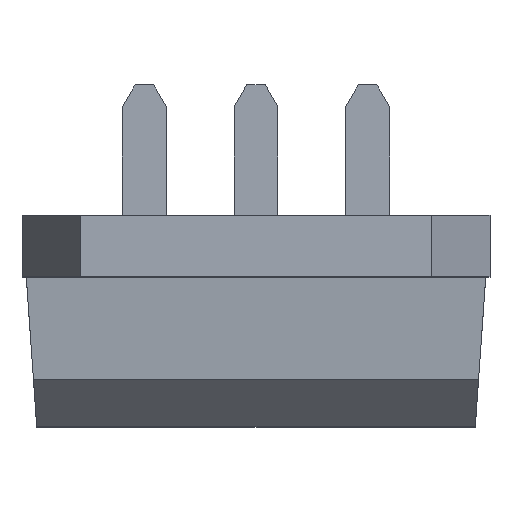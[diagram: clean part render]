
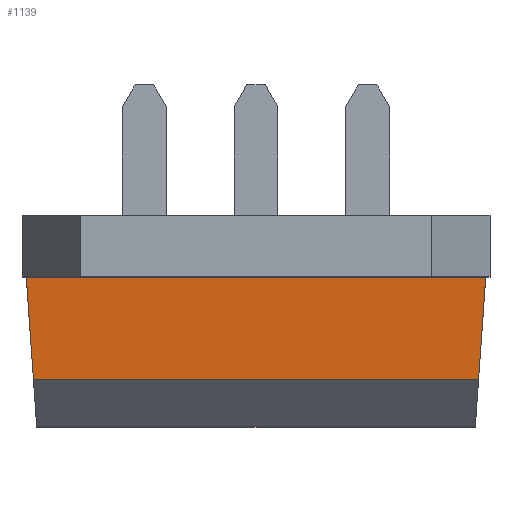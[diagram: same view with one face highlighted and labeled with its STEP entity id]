
A CAD part, top view. The second image highlights one B-rep face of the part: STEP entity #1139.
In plain terms, the highlighted free-form (B-spline) face has degree [1, 1] with [2, 2] control points.
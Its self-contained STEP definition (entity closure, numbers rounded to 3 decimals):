
#724 = VERTEX_POINT('',#725);
#725 = CARTESIAN_POINT('',(5.762,1.874,13.671
    ));
#730 = EDGE_CURVE('',#731,#724,#733,.T.);
#731 = VERTEX_POINT('',#732);
#732 = CARTESIAN_POINT('',(5.583,-0.689,
    13.492));
#733 = B_SPLINE_CURVE_WITH_KNOTS('',1,(#734,#735),.UNSPECIFIED.,.F.,.F.,
  (2,2),(0.,2.336),.PIECEWISE_BEZIER_KNOTS.);
#734 = CARTESIAN_POINT('',(5.583,-0.689,
    13.492));
#735 = CARTESIAN_POINT('',(5.762,1.874,13.671
    ));
#798 = VERTEX_POINT('',#799);
#799 = CARTESIAN_POINT('',(-5.583,-0.689,
    13.492));
#804 = EDGE_CURVE('',#798,#805,#807,.T.);
#805 = VERTEX_POINT('',#806);
#806 = CARTESIAN_POINT('',(-5.762,1.874,
    13.671));
#807 = B_SPLINE_CURVE_WITH_KNOTS('',1,(#808,#809),.UNSPECIFIED.,.F.,.F.,
  (2,2),(0.,2.336),.PIECEWISE_BEZIER_KNOTS.);
#808 = CARTESIAN_POINT('',(-5.583,-0.689,
    13.492));
#809 = CARTESIAN_POINT('',(-5.762,1.874,
    13.671));
#1139 = ADVANCED_FACE('',(#1140),#1154,.T.);
#1140 = FACE_BOUND('',#1141,.T.);
#1141 = EDGE_LOOP('',(#1142,#1147,#1148,#1153));
#1142 = ORIENTED_EDGE('',*,*,#1143,.F.);
#1143 = EDGE_CURVE('',#731,#798,#1144,.T.);
#1144 = B_SPLINE_CURVE_WITH_KNOTS('',1,(#1145,#1146),.UNSPECIFIED.,.F.,
  .F.,(2,2),(-10.129,0.),
  .PIECEWISE_BEZIER_KNOTS.);
#1145 = CARTESIAN_POINT('',(5.583,-0.689,
    13.492));
#1146 = CARTESIAN_POINT('',(-5.583,-0.689,
    13.492));
#1147 = ORIENTED_EDGE('',*,*,#730,.T.);
#1148 = ORIENTED_EDGE('',*,*,#1149,.F.);
#1149 = EDGE_CURVE('',#805,#724,#1150,.T.);
#1150 = B_SPLINE_CURVE_WITH_KNOTS('',1,(#1151,#1152),.UNSPECIFIED.,.F.,
  .F.,(2,2),(0.,10.454),.PIECEWISE_BEZIER_KNOTS.);
#1151 = CARTESIAN_POINT('',(-5.762,1.874,
    13.671));
#1152 = CARTESIAN_POINT('',(5.762,1.874,
    13.671));
#1153 = ORIENTED_EDGE('',*,*,#804,.F.);
#1154 = B_SPLINE_SURFACE_WITH_KNOTS('',1,1,(
    (#1155,#1156)
    ,(#1157,#1158
    )),.UNSPECIFIED.,.F.,.F.,.F.,(2,2),(2,2),(-9.853,
    0.601),(-8.621,-6.291),
  .PIECEWISE_BEZIER_KNOTS.);
#1155 = CARTESIAN_POINT('',(5.762,1.874,
    13.671));
#1156 = CARTESIAN_POINT('',(5.762,-0.689,
    13.492));
#1157 = CARTESIAN_POINT('',(-5.762,1.874,
    13.671));
#1158 = CARTESIAN_POINT('',(-5.762,-0.689,
    13.492));
